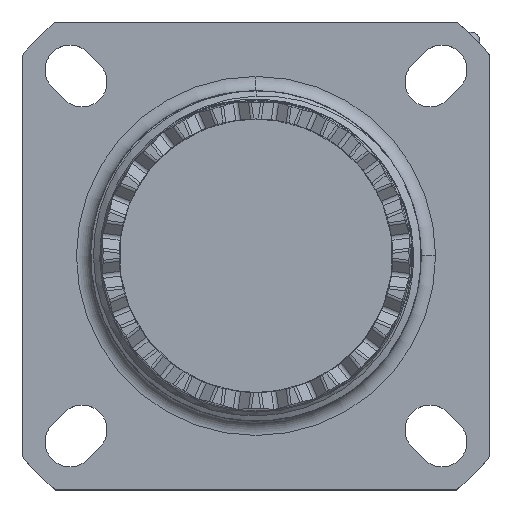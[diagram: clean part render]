
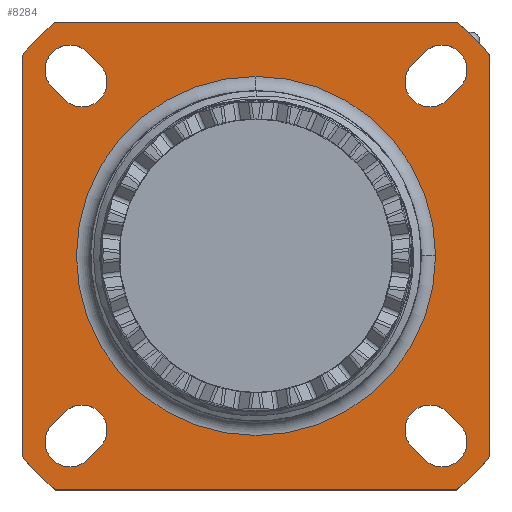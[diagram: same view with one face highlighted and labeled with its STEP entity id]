
A CAD part, top view. The second image highlights one B-rep face of the part: STEP entity #8284.
In plain terms, the highlighted planar face has unit normal (0, 0, 1).
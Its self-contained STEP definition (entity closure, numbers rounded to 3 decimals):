
#1071=CARTESIAN_POINT('',(0.,0.,3.545));
#1072=DIRECTION('',(0.,0.,1.));
#1073=DIRECTION('',(-0.651,0.759,0.));
#1074=AXIS2_PLACEMENT_3D('',#1071,#1072,#1073);
#1076=DIRECTION('',(-1.,0.,0.));
#1077=VECTOR('',#1076,26.538);
#1078=CARTESIAN_POINT('',(13.269,15.475,3.545));
#1079=LINE('',#1078,#1077);
#1080=CARTESIAN_POINT('',(0.,0.,3.545));
#1081=DIRECTION('',(0.,0.,1.));
#1082=DIRECTION('',(0.759,0.651,0.));
#1083=AXIS2_PLACEMENT_3D('',#1080,#1081,#1082);
#1085=DIRECTION('',(0.,1.,0.));
#1086=VECTOR('',#1085,26.538);
#1087=CARTESIAN_POINT('',(15.475,-13.269,3.545));
#1088=LINE('',#1087,#1086);
#1089=CARTESIAN_POINT('',(0.,0.,3.545));
#1090=DIRECTION('',(0.,0.,1.));
#1091=DIRECTION('',(0.651,-0.759,0.));
#1092=AXIS2_PLACEMENT_3D('',#1089,#1090,#1091);
#1094=DIRECTION('',(1.,0.,0.));
#1095=VECTOR('',#1094,26.538);
#1096=CARTESIAN_POINT('',(-13.269,-15.475,3.545));
#1097=LINE('',#1096,#1095);
#1098=CARTESIAN_POINT('',(0.,0.,3.545));
#1099=DIRECTION('',(0.,0.,1.));
#1100=DIRECTION('',(-0.759,-0.651,0.));
#1101=AXIS2_PLACEMENT_3D('',#1098,#1099,#1100);
#1103=DIRECTION('',(0.,-1.,0.));
#1104=VECTOR('',#1103,26.538);
#1105=CARTESIAN_POINT('',(-15.475,13.269,3.545));
#1106=LINE('',#1105,#1104);
#1107=CARTESIAN_POINT('',(12.305,-12.305,3.545));
#1108=DIRECTION('',(0.,0.,1.));
#1109=DIRECTION('',(-0.707,-0.707,0.));
#1110=AXIS2_PLACEMENT_3D('',#1107,#1108,#1109);
#1112=DIRECTION('',(-0.707,0.707,0.));
#1113=VECTOR('',#1112,1.131);
#1114=CARTESIAN_POINT('',(13.472,-11.138,3.545));
#1115=LINE('',#1114,#1113);
#1116=CARTESIAN_POINT('',(11.505,-11.505,3.545));
#1117=DIRECTION('',(0.,0.,1.));
#1118=DIRECTION('',(0.707,0.707,0.));
#1119=AXIS2_PLACEMENT_3D('',#1116,#1117,#1118);
#1121=DIRECTION('',(0.707,-0.707,0.));
#1122=VECTOR('',#1121,1.131);
#1123=CARTESIAN_POINT('',(10.338,-12.672,3.545));
#1124=LINE('',#1123,#1122);
#1125=CARTESIAN_POINT('',(12.305,12.305,3.545));
#1126=DIRECTION('',(0.,0.,1.));
#1127=DIRECTION('',(0.707,-0.707,0.));
#1128=AXIS2_PLACEMENT_3D('',#1125,#1126,#1127);
#1130=DIRECTION('',(-0.707,-0.707,0.));
#1131=VECTOR('',#1130,1.131);
#1132=CARTESIAN_POINT('',(11.138,13.472,3.545));
#1133=LINE('',#1132,#1131);
#1134=CARTESIAN_POINT('',(11.505,11.505,3.545));
#1135=DIRECTION('',(0.,0.,1.));
#1136=DIRECTION('',(-0.707,0.707,0.));
#1137=AXIS2_PLACEMENT_3D('',#1134,#1135,#1136);
#1139=DIRECTION('',(0.707,0.707,0.));
#1140=VECTOR('',#1139,1.131);
#1141=CARTESIAN_POINT('',(12.672,10.338,3.545));
#1142=LINE('',#1141,#1140);
#1143=CARTESIAN_POINT('',(-12.305,12.305,3.545));
#1144=DIRECTION('',(0.,0.,1.));
#1145=DIRECTION('',(0.707,0.707,0.));
#1146=AXIS2_PLACEMENT_3D('',#1143,#1144,#1145);
#1148=DIRECTION('',(0.707,-0.707,0.));
#1149=VECTOR('',#1148,1.131);
#1150=CARTESIAN_POINT('',(-13.472,11.138,3.545));
#1151=LINE('',#1150,#1149);
#1152=CARTESIAN_POINT('',(-11.505,11.505,3.545));
#1153=DIRECTION('',(0.,0.,1.));
#1154=DIRECTION('',(-0.707,-0.707,0.));
#1155=AXIS2_PLACEMENT_3D('',#1152,#1153,#1154);
#1157=DIRECTION('',(-0.707,0.707,0.));
#1158=VECTOR('',#1157,1.131);
#1159=CARTESIAN_POINT('',(-10.338,12.672,3.545));
#1160=LINE('',#1159,#1158);
#1161=CARTESIAN_POINT('',(-12.305,-12.305,3.545));
#1162=DIRECTION('',(0.,0.,1.));
#1163=DIRECTION('',(-0.707,0.707,0.));
#1164=AXIS2_PLACEMENT_3D('',#1161,#1162,#1163);
#1166=DIRECTION('',(0.707,0.707,0.));
#1167=VECTOR('',#1166,1.131);
#1168=CARTESIAN_POINT('',(-11.138,-13.472,3.545));
#1169=LINE('',#1168,#1167);
#1170=CARTESIAN_POINT('',(-11.505,-11.505,3.545));
#1171=DIRECTION('',(0.,0.,1.));
#1172=DIRECTION('',(0.707,-0.707,0.));
#1173=AXIS2_PLACEMENT_3D('',#1170,#1171,#1172);
#1175=DIRECTION('',(-0.707,-0.707,0.));
#1176=VECTOR('',#1175,1.131);
#1177=CARTESIAN_POINT('',(-12.672,-10.338,3.545));
#1178=LINE('',#1177,#1176);
#1179=CARTESIAN_POINT('',(0.,0.,3.545));
#1180=DIRECTION('',(0.,0.,-1.));
#1181=DIRECTION('',(0.,1.,0.));
#1182=AXIS2_PLACEMENT_3D('',#1179,#1180,#1181);
#1184=CARTESIAN_POINT('',(0.,0.,3.545));
#1185=DIRECTION('',(0.,0.,-1.));
#1186=DIRECTION('',(1.,0.,0.));
#1187=AXIS2_PLACEMENT_3D('',#1184,#1185,#1186);
#6168=CARTESIAN_POINT('',(-15.475,13.269,3.545));
#6169=CARTESIAN_POINT('',(-15.475,-13.269,3.545));
#6170=VERTEX_POINT('',#6168);
#6171=VERTEX_POINT('',#6169);
#6172=CARTESIAN_POINT('',(-13.269,-15.475,3.545));
#6173=CARTESIAN_POINT('',(13.269,-15.475,3.545));
#6174=VERTEX_POINT('',#6172);
#6175=VERTEX_POINT('',#6173);
#6176=CARTESIAN_POINT('',(15.475,-13.269,3.545));
#6177=CARTESIAN_POINT('',(15.475,13.269,3.545));
#6178=VERTEX_POINT('',#6176);
#6179=VERTEX_POINT('',#6177);
#6180=CARTESIAN_POINT('',(13.269,15.475,3.545));
#6181=CARTESIAN_POINT('',(-13.269,15.475,3.545));
#6182=VERTEX_POINT('',#6180);
#6183=VERTEX_POINT('',#6181);
#6216=CARTESIAN_POINT('',(11.138,-13.472,3.545));
#6217=CARTESIAN_POINT('',(13.472,-11.138,3.545));
#6218=VERTEX_POINT('',#6216);
#6219=VERTEX_POINT('',#6217);
#6220=CARTESIAN_POINT('',(12.672,-10.338,3.545));
#6221=VERTEX_POINT('',#6220);
#6222=CARTESIAN_POINT('',(10.338,-12.672,3.545));
#6223=VERTEX_POINT('',#6222);
#6224=CARTESIAN_POINT('',(13.472,11.138,3.545));
#6225=CARTESIAN_POINT('',(11.138,13.472,3.545));
#6226=VERTEX_POINT('',#6224);
#6227=VERTEX_POINT('',#6225);
#6228=CARTESIAN_POINT('',(10.338,12.672,3.545));
#6229=VERTEX_POINT('',#6228);
#6230=CARTESIAN_POINT('',(12.672,10.338,3.545));
#6231=VERTEX_POINT('',#6230);
#6232=CARTESIAN_POINT('',(-11.138,13.472,3.545));
#6233=CARTESIAN_POINT('',(-13.472,11.138,3.545));
#6234=VERTEX_POINT('',#6232);
#6235=VERTEX_POINT('',#6233);
#6236=CARTESIAN_POINT('',(-12.672,10.338,3.545));
#6237=VERTEX_POINT('',#6236);
#6238=CARTESIAN_POINT('',(-10.338,12.672,3.545));
#6239=VERTEX_POINT('',#6238);
#6240=CARTESIAN_POINT('',(-13.472,-11.138,3.545));
#6241=CARTESIAN_POINT('',(-11.138,-13.472,3.545));
#6242=VERTEX_POINT('',#6240);
#6243=VERTEX_POINT('',#6241);
#6244=CARTESIAN_POINT('',(-10.338,-12.672,3.545));
#6245=VERTEX_POINT('',#6244);
#6246=CARTESIAN_POINT('',(-12.672,-10.338,3.545));
#6247=VERTEX_POINT('',#6246);
#6758=CARTESIAN_POINT('',(0.,11.876,3.545));
#6759=CARTESIAN_POINT('',(11.876,0.,3.545));
#6760=VERTEX_POINT('',#6758);
#6761=VERTEX_POINT('',#6759);
#8223=CARTESIAN_POINT('',(0.,0.,3.545));
#8224=DIRECTION('',(0.,0.,1.));
#8225=DIRECTION('',(1.,0.,0.));
#8226=AXIS2_PLACEMENT_3D('',#8223,#8224,#8225);
#8227=PLANE('',#8226);
#8228=ORIENTED_EDGE('',*,*,#8113,.F.);
#8229=ORIENTED_EDGE('',*,*,#8128,.F.);
#8230=ORIENTED_EDGE('',*,*,#8142,.F.);
#8231=ORIENTED_EDGE('',*,*,#8162,.F.);
#8232=ORIENTED_EDGE('',*,*,#8176,.F.);
#8233=ORIENTED_EDGE('',*,*,#8190,.F.);
#8234=ORIENTED_EDGE('',*,*,#8204,.F.);
#8235=ORIENTED_EDGE('',*,*,#8217,.F.);
#8236=EDGE_LOOP('',(#8228,#8229,#8230,#8231,#8232,#8233,#8234,#8235));
#8237=FACE_OUTER_BOUND('',#8236,.F.);
#8239=ORIENTED_EDGE('',*,*,#8238,.T.);
#8241=ORIENTED_EDGE('',*,*,#8240,.T.);
#8243=ORIENTED_EDGE('',*,*,#8242,.T.);
#8245=ORIENTED_EDGE('',*,*,#8244,.T.);
#8246=EDGE_LOOP('',(#8239,#8241,#8243,#8245));
#8247=FACE_BOUND('',#8246,.F.);
#8249=ORIENTED_EDGE('',*,*,#8248,.T.);
#8251=ORIENTED_EDGE('',*,*,#8250,.T.);
#8253=ORIENTED_EDGE('',*,*,#8252,.T.);
#8255=ORIENTED_EDGE('',*,*,#8254,.T.);
#8256=EDGE_LOOP('',(#8249,#8251,#8253,#8255));
#8257=FACE_BOUND('',#8256,.F.);
#8259=ORIENTED_EDGE('',*,*,#8258,.T.);
#8261=ORIENTED_EDGE('',*,*,#8260,.T.);
#8263=ORIENTED_EDGE('',*,*,#8262,.T.);
#8265=ORIENTED_EDGE('',*,*,#8264,.T.);
#8266=EDGE_LOOP('',(#8259,#8261,#8263,#8265));
#8267=FACE_BOUND('',#8266,.F.);
#8269=ORIENTED_EDGE('',*,*,#8268,.T.);
#8271=ORIENTED_EDGE('',*,*,#8270,.T.);
#8273=ORIENTED_EDGE('',*,*,#8272,.T.);
#8275=ORIENTED_EDGE('',*,*,#8274,.T.);
#8276=EDGE_LOOP('',(#8269,#8271,#8273,#8275));
#8277=FACE_BOUND('',#8276,.F.);
#8279=ORIENTED_EDGE('',*,*,#8278,.F.);
#8281=ORIENTED_EDGE('',*,*,#8280,.F.);
#8282=EDGE_LOOP('',(#8279,#8281));
#8283=FACE_BOUND('',#8282,.F.);
#8284=ADVANCED_FACE('',(#8237,#8247,#8257,#8267,#8277,#8283),#8227,.T.);
#1075=CIRCLE('',#1074,20.385);
#1084=CIRCLE('',#1083,20.385);
#1093=CIRCLE('',#1092,20.385);
#1102=CIRCLE('',#1101,20.385);
#1111=CIRCLE('',#1110,1.65);
#1120=CIRCLE('',#1119,1.65);
#1129=CIRCLE('',#1128,1.65);
#1138=CIRCLE('',#1137,1.65);
#1147=CIRCLE('',#1146,1.65);
#1156=CIRCLE('',#1155,1.65);
#1165=CIRCLE('',#1164,1.65);
#1174=CIRCLE('',#1173,1.65);
#1183=CIRCLE('',#1182,11.876);
#1188=CIRCLE('',#1187,11.876);
#8113=EDGE_CURVE('',#6183,#6170,#1075,.T.);
#8128=EDGE_CURVE('',#6182,#6183,#1079,.T.);
#8142=EDGE_CURVE('',#6179,#6182,#1084,.T.);
#8162=EDGE_CURVE('',#6178,#6179,#1088,.T.);
#8176=EDGE_CURVE('',#6175,#6178,#1093,.T.);
#8190=EDGE_CURVE('',#6174,#6175,#1097,.T.);
#8204=EDGE_CURVE('',#6171,#6174,#1102,.T.);
#8217=EDGE_CURVE('',#6170,#6171,#1106,.T.);
#8238=EDGE_CURVE('',#6218,#6219,#1111,.T.);
#8240=EDGE_CURVE('',#6219,#6221,#1115,.T.);
#8242=EDGE_CURVE('',#6221,#6223,#1120,.T.);
#8244=EDGE_CURVE('',#6223,#6218,#1124,.T.);
#8248=EDGE_CURVE('',#6226,#6227,#1129,.T.);
#8250=EDGE_CURVE('',#6227,#6229,#1133,.T.);
#8252=EDGE_CURVE('',#6229,#6231,#1138,.T.);
#8254=EDGE_CURVE('',#6231,#6226,#1142,.T.);
#8258=EDGE_CURVE('',#6234,#6235,#1147,.T.);
#8260=EDGE_CURVE('',#6235,#6237,#1151,.T.);
#8262=EDGE_CURVE('',#6237,#6239,#1156,.T.);
#8264=EDGE_CURVE('',#6239,#6234,#1160,.T.);
#8268=EDGE_CURVE('',#6242,#6243,#1165,.T.);
#8270=EDGE_CURVE('',#6243,#6245,#1169,.T.);
#8272=EDGE_CURVE('',#6245,#6247,#1174,.T.);
#8274=EDGE_CURVE('',#6247,#6242,#1178,.T.);
#8278=EDGE_CURVE('',#6760,#6761,#1183,.T.);
#8280=EDGE_CURVE('',#6761,#6760,#1188,.T.);
